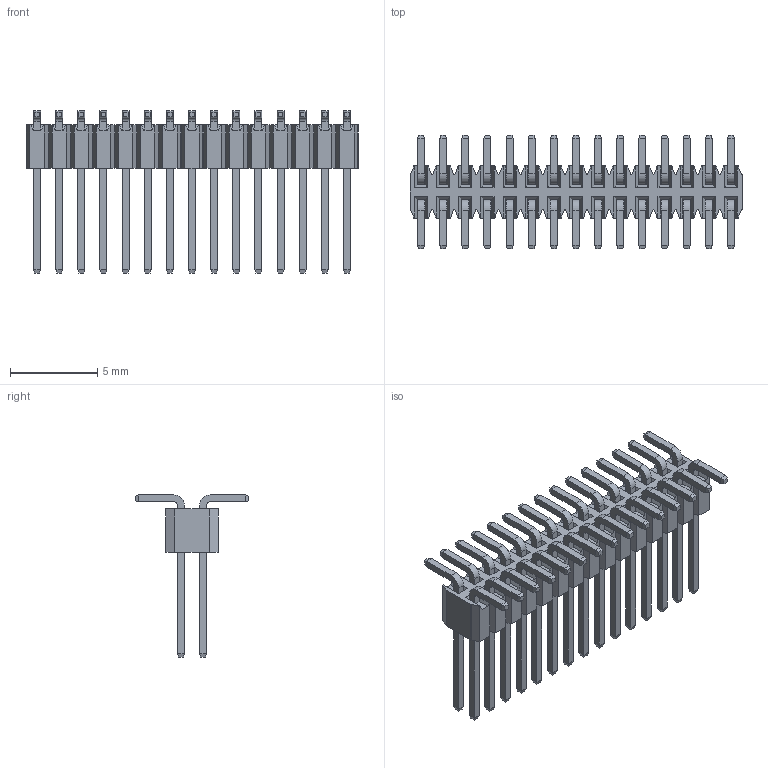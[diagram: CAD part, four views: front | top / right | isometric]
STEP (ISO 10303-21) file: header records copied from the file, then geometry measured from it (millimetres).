
FILE_DESCRIPTION(/* description */ (''),/* implementation_level */ '2;1');
FILE_NAME(/* name */ '7075-030-25-20-xx-xx.stp',/* time_stamp */ '2018-03-07T15:55:46+01:00',/* author */ ('Andreas.Larin'),/* organization */ (''),/* preprocessor_version */ 'ST-DEVELOPER v15.6',/* originating_system */ 'Autodesk Inventor 2015',/* authorisation */ '');
FILE_SCHEMA (('AUTOMOTIVE_DESIGN { 1 0 10303 214 3 1 1 }'));
Length unit declared in the file: millimetre
Products named in the file (1): 7075-030-25-20
Bounding box: 19.05 x 6.5 x 9.3 mm (x, y, z)
Volume: 171.5 mm3; surface area: 715.1 mm2
Topology: 1 solids, 1 shells, 906 faces, 2292 edges, 1448 vertices
Faces by surface type: plane 846, cylinder 60
Entity records: 26460 total; most frequent: CARTESIAN_POINT 4647, ORIENTED_EDGE 4584, DIRECTION 4226, EDGE_CURVE 2292, LINE 2172, VECTOR 2172, VERTEX_POINT 1448, AXIS2_PLACEMENT_3D 1027
